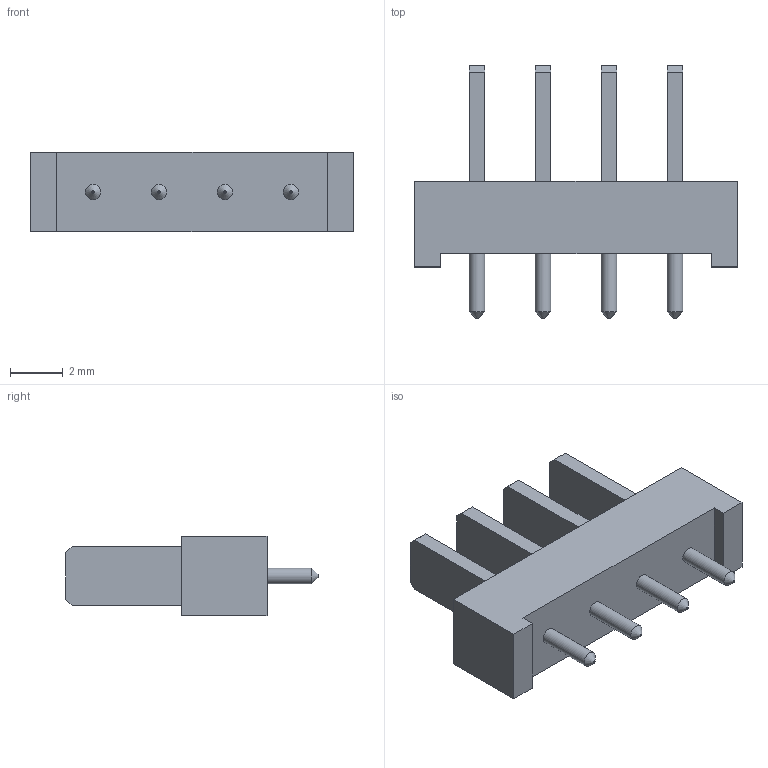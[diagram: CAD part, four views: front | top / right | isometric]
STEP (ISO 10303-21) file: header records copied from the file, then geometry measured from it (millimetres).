
FILE_DESCRIPTION(/* description */ (''),/* implementation_level */ '2;1');
FILE_NAME(/* name */ 'QP-4P-2.5-001-4.2 v3.step',/* time_stamp */ '2018-10-30T21:29:05-06:00',/* author */ ('johnNSNC2'),/* organization */ (''),/* preprocessor_version */ 'ST-DEVELOPER v17.2',/* originating_system */ 'Autodesk Translation Framework v7.6.0.251',/* authorisation */ '');
FILE_SCHEMA (('AUTOMOTIVE_DESIGN { 1 0 10303 214 3 1 1 }'));
Length unit declared in the file: millimetre
Products named in the file (1): QP-4P-2.5-001-4.2
Bounding box: 12.25 x 9.59 x 3 mm (x, y, z)
Volume: 130 mm3; surface area: 281.6 mm2
Topology: 1 solids, 1 shells, 52 faces, 126 edges, 84 vertices
Faces by surface type: plane 44, cone 4, cylinder 4
Full cylindrical faces by diameter (mm): 0.59 x4
Entity records: 1548 total; most frequent: CARTESIAN_POINT 263, ORIENTED_EDGE 252, DIRECTION 250, EDGE_CURVE 126, LINE 108, VECTOR 108, VERTEX_POINT 84, AXIS2_PLACEMENT_3D 71
